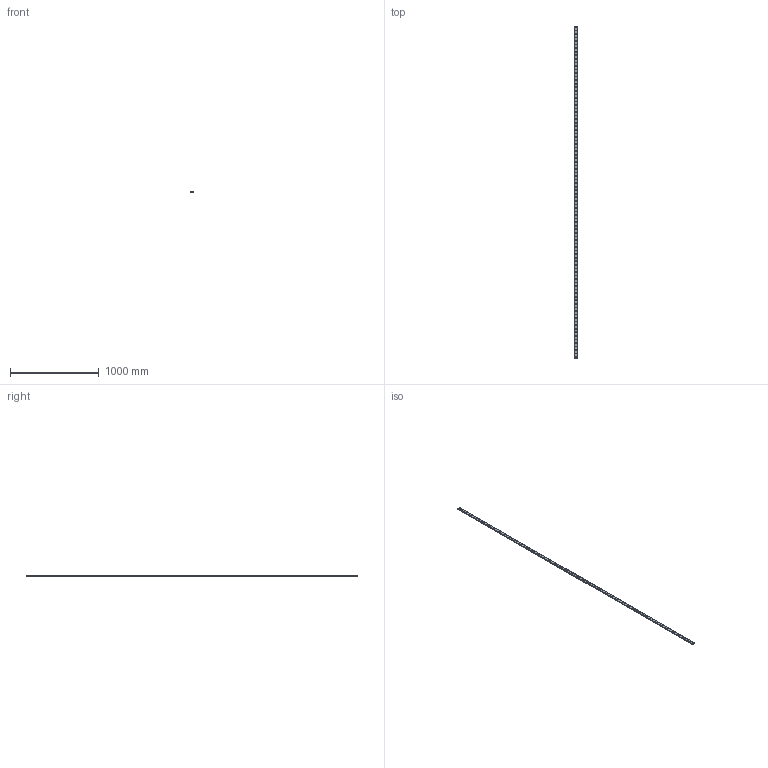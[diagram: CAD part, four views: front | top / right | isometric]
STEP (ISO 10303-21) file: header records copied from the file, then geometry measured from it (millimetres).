
FILE_DESCRIPTION(('STEP AP214'),'1');
FILE_NAME('cctmp_755993A4-9411-456E-8D22-202FA885D82C_2021_03_02_11_38_10_0931..stp','2021-03-02T10:38:11',('HIWIN GmbH'),('CADClick - www.CADClick.com'),'Spatial InterOp 3D',' ','unknown authorization');
FILE_SCHEMA(('AUTOMOTIVE_DESIGN'));
Length unit declared in the file: millimetre
Products named in the file (1): WER17R3740H_FILE
Bounding box: 33 x 3740 x 9.3 mm (x, y, z)
Volume: 1032760.2 mm3; surface area: 365647.8 mm2
Topology: 1 solids, 1 shells, 1795 faces, 3675 edges, 2450 vertices
Faces by surface type: cylinder 1146, plane 649
Entity records: 62805 total; most frequent: DIRECTION 9559, CARTESIAN_POINT 7921, ORIENTED_EDGE 7350, AXIS2_PLACEMENT_3D 4088, EDGE_CURVE 3675, VERTEX_POINT 2450, EDGE_LOOP 2363, CIRCLE 2292
